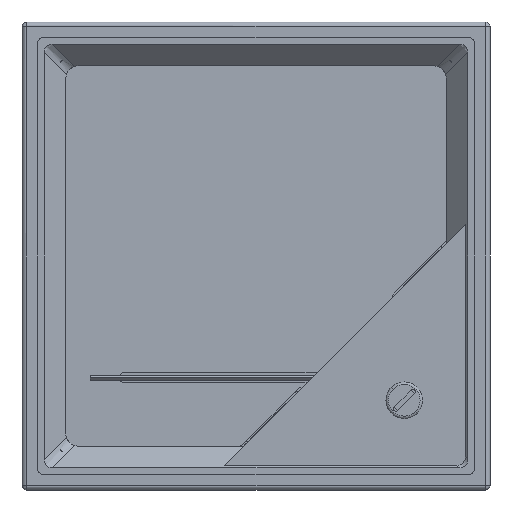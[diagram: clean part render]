
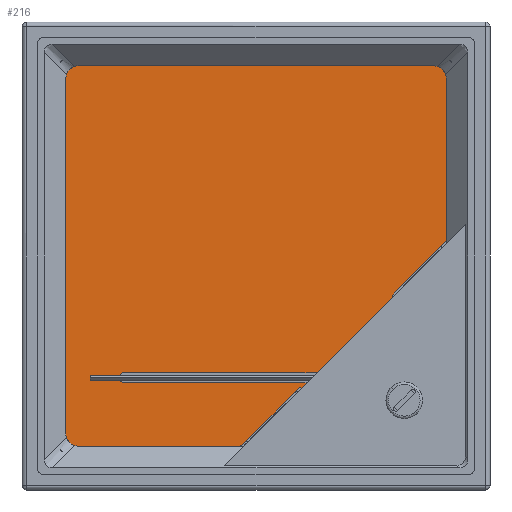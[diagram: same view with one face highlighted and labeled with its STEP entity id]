
A CAD part, front view. The second image highlights one B-rep face of the part: STEP entity #216.
In plain terms, the highlighted planar face has unit normal (0, -1, 0).
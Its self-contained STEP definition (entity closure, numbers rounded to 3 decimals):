
#140=FACE_BOUND('',#772,.T.);
#216=ADVANCED_FACE('',(#491,#140),#4231,.T.);
#491=FACE_OUTER_BOUND('',#771,.T.);
#771=EDGE_LOOP('',(#1246,#1247,#1248,#1249,#1250,#1251,#1252,#1253,#1254,
#1255,#1256,#1257,#1258));
#772=EDGE_LOOP('',(#1259,#1260,#1261,#1262));
#1246=ORIENTED_EDGE('',*,*,#2471,.F.);
#1247=ORIENTED_EDGE('',*,*,#2468,.F.);
#1248=ORIENTED_EDGE('',*,*,#2465,.F.);
#1249=ORIENTED_EDGE('',*,*,#2462,.F.);
#1250=ORIENTED_EDGE('',*,*,#2459,.F.);
#1251=ORIENTED_EDGE('',*,*,#2456,.F.);
#1252=ORIENTED_EDGE('',*,*,#2453,.F.);
#1253=ORIENTED_EDGE('',*,*,#2450,.F.);
#1254=ORIENTED_EDGE('',*,*,#2447,.F.);
#1255=ORIENTED_EDGE('',*,*,#2444,.F.);
#1256=ORIENTED_EDGE('',*,*,#2441,.F.);
#1257=ORIENTED_EDGE('',*,*,#2438,.F.);
#1258=ORIENTED_EDGE('',*,*,#2434,.F.);
#1259=ORIENTED_EDGE('',*,*,#2474,.F.);
#1260=ORIENTED_EDGE('',*,*,#2475,.F.);
#1261=ORIENTED_EDGE('',*,*,#2476,.F.);
#1262=ORIENTED_EDGE('',*,*,#2473,.F.);
#2434=EDGE_CURVE('',#3734,#3735,#3020,.T.);
#2438=EDGE_CURVE('',#3735,#3738,#3024,.T.);
#2441=EDGE_CURVE('',#3738,#3740,#3027,.T.);
#2444=EDGE_CURVE('',#3740,#3742,#3030,.T.);
#2447=EDGE_CURVE('',#3742,#3744,#3033,.T.);
#2450=EDGE_CURVE('',#3744,#3746,#3036,.T.);
#2453=EDGE_CURVE('',#3746,#3748,#3039,.T.);
#2456=EDGE_CURVE('',#3748,#3750,#3042,.T.);
#2459=EDGE_CURVE('',#3750,#3752,#3045,.T.);
#2462=EDGE_CURVE('',#3752,#3754,#3048,.T.);
#2465=EDGE_CURVE('',#3754,#3756,#3051,.T.);
#2468=EDGE_CURVE('',#3756,#3758,#3054,.T.);
#2471=EDGE_CURVE('',#3758,#3734,#3057,.T.);
#2473=EDGE_CURVE('',#3760,#3761,#3289,.T.);
#2474=EDGE_CURVE('',#3762,#3760,#3290,.T.);
#2475=EDGE_CURVE('',#3763,#3762,#3291,.T.);
#2476=EDGE_CURVE('',#3761,#3763,#3292,.T.);
#3020=(
BOUNDED_CURVE()
B_SPLINE_CURVE(2,(#5347,#5348,#5349),.UNSPECIFIED.,.F.,.F.)
B_SPLINE_CURVE_WITH_KNOTS((3,3),(-361.563,-346.),
 .UNSPECIFIED.)
CURVE()
GEOMETRIC_REPRESENTATION_ITEM()
RATIONAL_B_SPLINE_CURVE((1.,1.,1.))
REPRESENTATION_ITEM('')
);
#3024=(
BOUNDED_CURVE()
B_SPLINE_CURVE(2,(#5357,#5358,#5359),.UNSPECIFIED.,.F.,.F.)
B_SPLINE_CURVE_WITH_KNOTS((3,3),(-346.,-344.749),
 .UNSPECIFIED.)
CURVE()
GEOMETRIC_REPRESENTATION_ITEM()
RATIONAL_B_SPLINE_CURVE((1.,1.,1.))
REPRESENTATION_ITEM('')
);
#3027=(
BOUNDED_CURVE()
B_SPLINE_CURVE(2,(#5365,#5366,#5367),.UNSPECIFIED.,.F.,.F.)
B_SPLINE_CURVE_WITH_KNOTS((3,3),(-344.749,-343.047),
 .UNSPECIFIED.)
CURVE()
GEOMETRIC_REPRESENTATION_ITEM()
RATIONAL_B_SPLINE_CURVE((1.,0.843,1.))
REPRESENTATION_ITEM('')
);
#3030=(
BOUNDED_CURVE()
B_SPLINE_CURVE(2,(#5373,#5374,#5375),.UNSPECIFIED.,.F.,.F.)
B_SPLINE_CURVE_WITH_KNOTS((3,3),(-343.047,-319.003),
 .UNSPECIFIED.)
CURVE()
GEOMETRIC_REPRESENTATION_ITEM()
RATIONAL_B_SPLINE_CURVE((1.,1.,1.))
REPRESENTATION_ITEM('')
);
#3033=(
BOUNDED_CURVE()
B_SPLINE_CURVE(2,(#5381,#5382,#5383),.UNSPECIFIED.,.F.,.F.)
B_SPLINE_CURVE_WITH_KNOTS((3,3),(-319.003,-316.796),
 .UNSPECIFIED.)
CURVE()
GEOMETRIC_REPRESENTATION_ITEM()
RATIONAL_B_SPLINE_CURVE((1.,1.,1.))
REPRESENTATION_ITEM('')
);
#3036=(
BOUNDED_CURVE()
B_SPLINE_CURVE(2,(#5389,#5390,#5391),.UNSPECIFIED.,.F.,.F.)
B_SPLINE_CURVE_WITH_KNOTS((3,3),(-316.796,-300.879),
 .UNSPECIFIED.)
CURVE()
GEOMETRIC_REPRESENTATION_ITEM()
RATIONAL_B_SPLINE_CURVE((1.,1.,1.))
REPRESENTATION_ITEM('')
);
#3039=(
BOUNDED_CURVE()
B_SPLINE_CURVE(2,(#5397,#5398,#5399),.UNSPECIFIED.,.F.,.F.)
B_SPLINE_CURVE_WITH_KNOTS((3,3),(-300.879,-296.952),
 .UNSPECIFIED.)
CURVE()
GEOMETRIC_REPRESENTATION_ITEM()
RATIONAL_B_SPLINE_CURVE((1.,0.924,1.))
REPRESENTATION_ITEM('')
);
#3042=(
BOUNDED_CURVE()
B_SPLINE_CURVE(2,(#5405,#5406,#5407),.UNSPECIFIED.,.F.,.F.)
B_SPLINE_CURVE_WITH_KNOTS((3,3),(-296.952,-267.459),
 .UNSPECIFIED.)
CURVE()
GEOMETRIC_REPRESENTATION_ITEM()
RATIONAL_B_SPLINE_CURVE((1.,1.,1.))
REPRESENTATION_ITEM('')
);
#3045=(
BOUNDED_CURVE()
B_SPLINE_CURVE(2,(#5413,#5414,#5415),.UNSPECIFIED.,.F.,.F.)
B_SPLINE_CURVE_WITH_KNOTS((3,3),(-267.459,-259.605),
 .UNSPECIFIED.)
CURVE()
GEOMETRIC_REPRESENTATION_ITEM()
RATIONAL_B_SPLINE_CURVE((1.,0.707,1.))
REPRESENTATION_ITEM('')
);
#3048=(
BOUNDED_CURVE()
B_SPLINE_CURVE(2,(#5421,#5422,#5423),.UNSPECIFIED.,.F.,.F.)
B_SPLINE_CURVE_WITH_KNOTS((3,3),(-259.605,-181.855),
 .UNSPECIFIED.)
CURVE()
GEOMETRIC_REPRESENTATION_ITEM()
RATIONAL_B_SPLINE_CURVE((1.,1.,1.))
REPRESENTATION_ITEM('')
);
#3051=(
BOUNDED_CURVE()
B_SPLINE_CURVE(2,(#5429,#5430,#5431),.UNSPECIFIED.,.F.,.F.)
B_SPLINE_CURVE_WITH_KNOTS((3,3),(-181.855,-101.105),
 .UNSPECIFIED.)
CURVE()
GEOMETRIC_REPRESENTATION_ITEM()
RATIONAL_B_SPLINE_CURVE((1.,1.,1.))
REPRESENTATION_ITEM('')
);
#3054=(
BOUNDED_CURVE()
B_SPLINE_CURVE(2,(#5437,#5438,#5439),.UNSPECIFIED.,.F.,.F.)
B_SPLINE_CURVE_WITH_KNOTS((3,3),(-101.105,-64.611),
 .UNSPECIFIED.)
CURVE()
GEOMETRIC_REPRESENTATION_ITEM()
RATIONAL_B_SPLINE_CURVE((1.,1.,1.))
REPRESENTATION_ITEM('')
);
#3057=(
BOUNDED_CURVE()
B_SPLINE_CURVE(2,(#5445,#5446,#5447),.UNSPECIFIED.,.F.,.F.)
B_SPLINE_CURVE_WITH_KNOTS((3,3),(-64.611,-60.684),
 .UNSPECIFIED.)
CURVE()
GEOMETRIC_REPRESENTATION_ITEM()
RATIONAL_B_SPLINE_CURVE((1.,0.924,1.))
REPRESENTATION_ITEM('')
);
#3289=B_SPLINE_CURVE_WITH_KNOTS('',1,(#5451,#5452),.UNSPECIFIED.,.F.,.F.,
(2,2),(6.,10.),.UNSPECIFIED.);
#3290=B_SPLINE_CURVE_WITH_KNOTS('',1,(#5453,#5454),.UNSPECIFIED.,.F.,.F.,
(2,2),(5.,6.),.UNSPECIFIED.);
#3291=B_SPLINE_CURVE_WITH_KNOTS('',1,(#5455,#5456),.UNSPECIFIED.,.F.,.F.,
(2,2),(1.,5.),.UNSPECIFIED.);
#3292=B_SPLINE_CURVE_WITH_KNOTS('',1,(#5457,#5458),.UNSPECIFIED.,.F.,.F.,
(2,2),(0.,1.),.UNSPECIFIED.);
#3734=VERTEX_POINT('',#5313);
#3735=VERTEX_POINT('',#5314);
#3738=VERTEX_POINT('',#5317);
#3740=VERTEX_POINT('',#5319);
#3742=VERTEX_POINT('',#5321);
#3744=VERTEX_POINT('',#5323);
#3746=VERTEX_POINT('',#5325);
#3748=VERTEX_POINT('',#5327);
#3750=VERTEX_POINT('',#5329);
#3752=VERTEX_POINT('',#5331);
#3754=VERTEX_POINT('',#5333);
#3756=VERTEX_POINT('',#5335);
#3758=VERTEX_POINT('',#5337);
#3760=VERTEX_POINT('',#5339);
#3761=VERTEX_POINT('',#5340);
#3762=VERTEX_POINT('',#5341);
#3763=VERTEX_POINT('',#5342);
#4231=PLANE('',#4439);
#4439=AXIS2_PLACEMENT_3D('',#5307,#4630,$);
#4630=DIRECTION('',(0.,-1.,0.));
#5307=CARTESIAN_POINT('',(95.969,2.254,-4.563));
#5313=CARTESIAN_POINT('',(84.41,2.254,48.502));
#5314=CARTESIAN_POINT('',(73.406,2.254,37.497));
#5317=CARTESIAN_POINT('',(73.834,2.254,36.321));
#5319=CARTESIAN_POINT('',(73.485,2.254,34.747));
#5321=CARTESIAN_POINT('',(56.483,2.254,17.746));
#5323=CARTESIAN_POINT('',(54.409,2.254,18.5));
#5325=CARTESIAN_POINT('',(43.154,2.254,7.246));
#5327=CARTESIAN_POINT('',(39.619,2.254,5.781));
#5329=CARTESIAN_POINT('',(10.125,2.254,5.781));
#5331=CARTESIAN_POINT('',(5.125,2.254,10.781));
#5333=CARTESIAN_POINT('',(5.125,2.254,88.531));
#5335=CARTESIAN_POINT('',(85.875,2.254,88.531));
#5337=CARTESIAN_POINT('',(85.875,2.254,52.037));
#5339=CARTESIAN_POINT('',(43.625,2.254,86.531));
#5340=CARTESIAN_POINT('',(47.625,2.254,86.531));
#5341=CARTESIAN_POINT('',(43.625,2.254,87.531));
#5342=CARTESIAN_POINT('',(47.625,2.254,87.531));
#5347=CARTESIAN_POINT('',(84.41,2.254,48.502));
#5348=CARTESIAN_POINT('',(78.908,2.254,42.999));
#5349=CARTESIAN_POINT('',(73.406,2.254,37.497));
#5357=CARTESIAN_POINT('',(73.406,2.254,37.497));
#5358=CARTESIAN_POINT('',(73.62,2.254,36.909));
#5359=CARTESIAN_POINT('',(73.834,2.254,36.321));
#5365=CARTESIAN_POINT('',(73.834,2.254,36.321));
#5366=CARTESIAN_POINT('',(74.16,2.254,35.423));
#5367=CARTESIAN_POINT('',(73.485,2.254,34.747));
#5373=CARTESIAN_POINT('',(73.485,2.254,34.747));
#5374=CARTESIAN_POINT('',(64.984,2.254,26.247));
#5375=CARTESIAN_POINT('',(56.483,2.254,17.746));
#5381=CARTESIAN_POINT('',(56.483,2.254,17.746));
#5382=CARTESIAN_POINT('',(55.446,2.254,18.123));
#5383=CARTESIAN_POINT('',(54.409,2.254,18.5));
#5389=CARTESIAN_POINT('',(54.409,2.254,18.5));
#5390=CARTESIAN_POINT('',(48.782,2.254,12.873));
#5391=CARTESIAN_POINT('',(43.154,2.254,7.246));
#5397=CARTESIAN_POINT('',(43.154,2.254,7.246));
#5398=CARTESIAN_POINT('',(41.69,2.254,5.781));
#5399=CARTESIAN_POINT('',(39.619,2.254,5.781));
#5405=CARTESIAN_POINT('',(39.619,2.254,5.781));
#5406=CARTESIAN_POINT('',(24.872,2.254,5.781));
#5407=CARTESIAN_POINT('',(10.125,2.254,5.781));
#5413=CARTESIAN_POINT('',(10.125,2.254,5.781));
#5414=CARTESIAN_POINT('',(5.125,2.254,5.781));
#5415=CARTESIAN_POINT('',(5.125,2.254,10.781));
#5421=CARTESIAN_POINT('',(5.125,2.254,10.781));
#5422=CARTESIAN_POINT('',(5.125,2.254,49.656));
#5423=CARTESIAN_POINT('',(5.125,2.254,88.531));
#5429=CARTESIAN_POINT('',(5.125,2.254,88.531));
#5430=CARTESIAN_POINT('',(45.5,2.254,88.531));
#5431=CARTESIAN_POINT('',(85.875,2.254,88.531));
#5437=CARTESIAN_POINT('',(85.875,2.254,88.531));
#5438=CARTESIAN_POINT('',(85.875,2.254,70.284));
#5439=CARTESIAN_POINT('',(85.875,2.254,52.037));
#5445=CARTESIAN_POINT('',(85.875,2.254,52.037));
#5446=CARTESIAN_POINT('',(85.875,2.254,49.966));
#5447=CARTESIAN_POINT('',(84.41,2.254,48.502));
#5451=CARTESIAN_POINT('',(43.625,2.254,86.531));
#5452=CARTESIAN_POINT('',(47.625,2.254,86.531));
#5453=CARTESIAN_POINT('',(43.625,2.254,87.531));
#5454=CARTESIAN_POINT('',(43.625,2.254,86.531));
#5455=CARTESIAN_POINT('',(47.625,2.254,87.531));
#5456=CARTESIAN_POINT('',(43.625,2.254,87.531));
#5457=CARTESIAN_POINT('',(47.625,2.254,86.531));
#5458=CARTESIAN_POINT('',(47.625,2.254,87.531));
